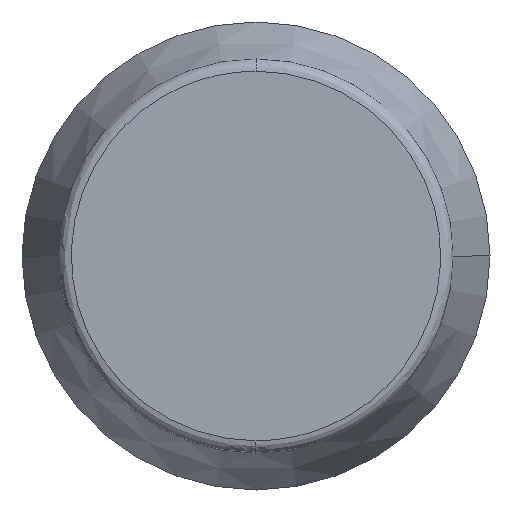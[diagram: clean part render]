
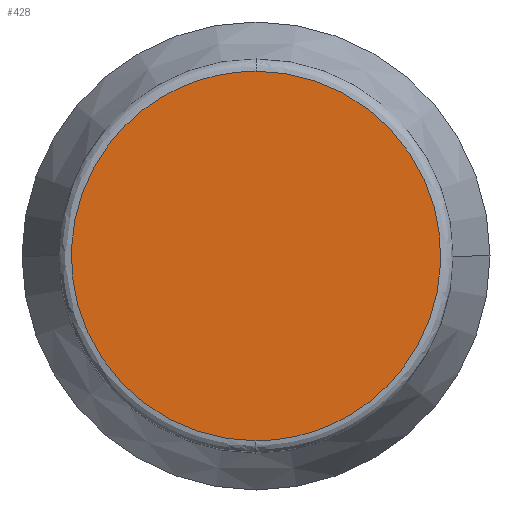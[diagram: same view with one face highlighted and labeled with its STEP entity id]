
A CAD part, front view. The second image highlights one B-rep face of the part: STEP entity #428.
In plain terms, the highlighted planar face has unit normal (0, -1, 0).
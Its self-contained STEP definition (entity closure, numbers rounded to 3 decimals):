
#12 = EDGE_CURVE ( 'NONE', #661, #678, #411, .T. ) ;
#20 = EDGE_CURVE ( 'NONE', #678, #661, #409, .T. ) ;
#51 = CARTESIAN_POINT ( 'NONE',  ( 0., 0., 7.5 ) ) ;
#57 = CARTESIAN_POINT ( 'NONE',  ( 0., 0., -7.5 ) ) ;
#171 = CARTESIAN_POINT ( 'NONE',  ( -15., 0., -7.5 ) ) ;
#180 = CARTESIAN_POINT ( 'NONE',  ( 0., 0., 7.5 ) ) ;
#183 = CARTESIAN_POINT ( 'NONE',  ( -15., 0., 7.5 ) ) ;
#200 = CARTESIAN_POINT ( 'NONE',  ( 0., 0., -7.5 ) ) ;
#216 = CARTESIAN_POINT ( 'NONE',  ( 15., 0., 7.5 ) ) ;
#248 = CARTESIAN_POINT ( 'NONE',  ( 0., 0., 7.5 ) ) ;
#295 = CARTESIAN_POINT ( 'NONE',  ( 15., 0., -7.5 ) ) ;
#300 = CARTESIAN_POINT ( 'NONE',  ( 0., 0., -7.5 ) ) ;
#312 = DIRECTION ( 'NONE',  ( 0., 0., -1. ) ) ;
#313 = DIRECTION ( 'NONE',  ( 0., -1., 0. ) ) ;
#315 = PLANE ( 'NONE',  #645 ) ;
#319 = CARTESIAN_POINT ( 'NONE',  ( -7.59, 0., 7.59 ) ) ;
#409 =( BOUNDED_CURVE ( )  B_SPLINE_CURVE ( 3, ( #248, #216, #295, #300 ),
 .UNSPECIFIED., .F., .F. ) 
 B_SPLINE_CURVE_WITH_KNOTS ( ( 4, 4 ),
 ( 0., 1. ),
 .UNSPECIFIED. ) 
 CURVE ( )  GEOMETRIC_REPRESENTATION_ITEM ( )  RATIONAL_B_SPLINE_CURVE ( ( 0.957, 0.319, 0.319, 0.957 ) ) 
 REPRESENTATION_ITEM ( '' )  );
#411 =( BOUNDED_CURVE ( )  B_SPLINE_CURVE ( 3, ( #200, #171, #183, #180 ),
 .UNSPECIFIED., .F., .F. ) 
 B_SPLINE_CURVE_WITH_KNOTS ( ( 4, 4 ),
 ( 0., 1. ),
 .UNSPECIFIED. ) 
 CURVE ( )  GEOMETRIC_REPRESENTATION_ITEM ( )  RATIONAL_B_SPLINE_CURVE ( ( 0.957, 0.319, 0.319, 0.957 ) ) 
 REPRESENTATION_ITEM ( '' )  );
#428 = ADVANCED_FACE ( 'NONE', ( #490 ), #315, .T. ) ;
#439 = ORIENTED_EDGE ( 'NONE', *, *, #20, .F. ) ;
#440 = ORIENTED_EDGE ( 'NONE', *, *, #12, .F. ) ;
#490 = FACE_OUTER_BOUND ( 'NONE', #669, .T. ) ;
#645 = AXIS2_PLACEMENT_3D ( 'NONE', #319, #313, #312 ) ;
#661 = VERTEX_POINT ( 'NONE', #57 ) ;
#669 = EDGE_LOOP ( 'NONE', ( #439, #440 ) ) ;
#678 = VERTEX_POINT ( 'NONE', #51 ) ;
